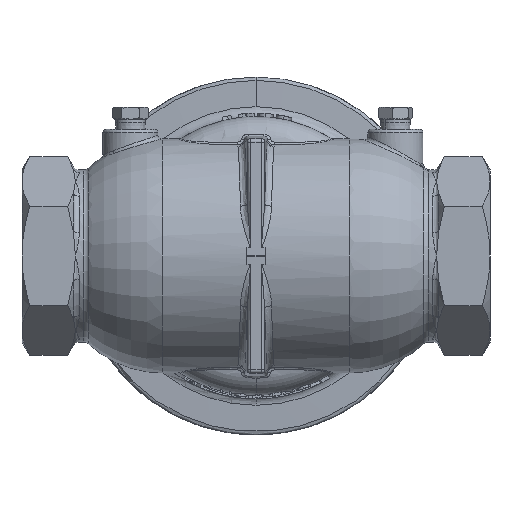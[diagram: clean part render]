
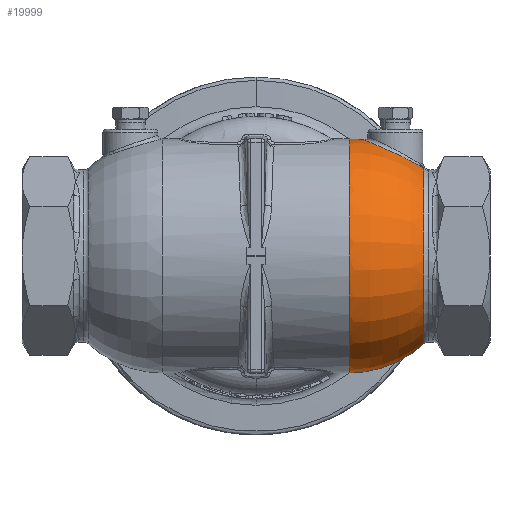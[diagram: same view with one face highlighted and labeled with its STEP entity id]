
A CAD part, front view. The second image highlights one B-rep face of the part: STEP entity #19999.
In plain terms, the highlighted toroidal (fillet/blend) face has major radius 3.175 mm and minor radius 50.8 mm.
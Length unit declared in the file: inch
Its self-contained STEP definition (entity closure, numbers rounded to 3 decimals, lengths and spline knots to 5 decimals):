
#652 = DIRECTION ( 'NONE',  ( 0., 0., 1. ) ) ;
#843 = CARTESIAN_POINT ( 'NONE',  ( 3.02457, -0.18155, 1.60589 ) ) ;
#1133 = EDGE_CURVE ( 'NONE', #37435, #43648, #37092, .T. ) ;
#1305 = CARTESIAN_POINT ( 'NONE',  ( 3.00147, -0.22822, 1.62044 ) ) ;
#2549 = CARTESIAN_POINT ( 'NONE',  ( 1.69167, 0., -2.125 ) ) ;
#3400 = CARTESIAN_POINT ( 'NONE',  ( 2.91715, -0.36032, 1.66741 ) ) ;
#3567 = CARTESIAN_POINT ( 'NONE',  ( 2.46272, -0.54561, 1.89365 ) ) ;
#3728 = CARTESIAN_POINT ( 'NONE',  ( 2.04441, -0.29188, 2.07327 ) ) ;
#3893 = ORIENTED_EDGE ( 'NONE', *, *, #11249, .T. ) ;
#4005 = B_SPLINE_CURVE_WITH_KNOTS ( 'NONE', 3,
 ( #8250, #34424, #38183, #15753, #41936, #19501, #45668, #23232, #843, #27006, #4631, #30814 ),
 .UNSPECIFIED., .F., .F.,
 ( 4, 2, 2, 2, 2, 4 ),
 ( 0., 0.00015, 0.0003, 0.00059, 0.00119, 0.00237 ),
 .UNSPECIFIED. ) ;
#4153 = AXIS2_PLACEMENT_3D ( 'NONE', #8605, #4619, #42957 ) ;
#4619 = DIRECTION ( 'NONE',  ( -1., 0., 0. ) ) ;
#4631 = CARTESIAN_POINT ( 'NONE',  ( 3.00774, -0.21453, 1.61688 ) ) ;
#4948 = CARTESIAN_POINT ( 'NONE',  ( 1.69167, 0., 2.125 ) ) ;
#5651 = FACE_OUTER_BOUND ( 'NONE', #40442, .T. ) ;
#7147 = CARTESIAN_POINT ( 'NONE',  ( 2.85146, -0.42395, 1.70272 ) ) ;
#7214 = EDGE_CURVE ( 'NONE', #25110, #39053, #31807, .T. ) ;
#7320 = CARTESIAN_POINT ( 'NONE',  ( 2.37378, -0.53108, 1.93377 ) ) ;
#7477 = DIRECTION ( 'NONE',  ( 0., 1., 0. ) ) ;
#7484 = CARTESIAN_POINT ( 'NONE',  ( 2.00629, -0.22189, 2.0886 ) ) ;
#8153 = CARTESIAN_POINT ( 'NONE',  ( 1.69167, 0., -0.125 ) ) ;
#8250 = CARTESIAN_POINT ( 'NONE',  ( 3.04716, -0.15756, 1.58779 ) ) ;
#8605 = CARTESIAN_POINT ( 'NONE',  ( 3.04716, 0., 0. ) ) ;
#9183 = CIRCLE ( 'NONE', #45602, 2. ) ;
#9432 = VERTEX_POINT ( 'NONE', #33243 ) ;
#10965 = CARTESIAN_POINT ( 'NONE',  ( 2.80229, -0.45906, 1.72844 ) ) ;
#11112 = CARTESIAN_POINT ( 'NONE',  ( 2.2887, -0.50222, 1.97111 ) ) ;
#11249 = EDGE_CURVE ( 'NONE', #9432, #39053, #29366, .T. ) ;
#11263 = CARTESIAN_POINT ( 'NONE',  ( 1.98418, -0.16056, 2.09742 ) ) ;
#14194 = CARTESIAN_POINT ( 'NONE',  ( 3.00147, -0.22822, 1.62044 ) ) ;
#14690 = CARTESIAN_POINT ( 'NONE',  ( 2.76349, -0.48199, 1.74841 ) ) ;
#14802 = DIRECTION ( 'NONE',  ( 0., 0., -1. ) ) ;
#14855 = CARTESIAN_POINT ( 'NONE',  ( 2.20762, -0.45862, 2.00581 ) ) ;
#15016 = CARTESIAN_POINT ( 'NONE',  ( 1.97197, -0.11333, 2.10227 ) ) ;
#15753 = CARTESIAN_POINT ( 'NONE',  ( 3.04153, -0.15936, 1.59281 ) ) ;
#17741 = DIRECTION ( 'NONE',  ( 0., -1., 0. ) ) ;
#18442 = CARTESIAN_POINT ( 'NONE',  ( 2.69618, -0.51306, 1.78237 ) ) ;
#18598 = CARTESIAN_POINT ( 'NONE',  ( 2.1347, -0.40167, 2.03634 ) ) ;
#18766 = CARTESIAN_POINT ( 'NONE',  ( 1.96035, -0.033, 2.10687 ) ) ;
#19501 = CARTESIAN_POINT ( 'NONE',  ( 3.03654, -0.16378, 1.59694 ) ) ;
#19999 = ADVANCED_FACE ( 'NONE', ( #5651 ), #36721, .T. ) ;
#20248 = DIRECTION ( 'NONE',  ( 0., 0., 1. ) ) ;
#20973 = CARTESIAN_POINT ( 'NONE',  ( 1.69167, 0., 0. ) ) ;
#22168 = CARTESIAN_POINT ( 'NONE',  ( 2.61037, -0.53723, 1.82435 ) ) ;
#22329 = CARTESIAN_POINT ( 'NONE',  ( 2.08151, -0.34375, 2.0582 ) ) ;
#22858 = AXIS2_PLACEMENT_3D ( 'NONE', #44416, #17741, #14802 ) ;
#23232 = CARTESIAN_POINT ( 'NONE',  ( 3.02822, -0.17514, 1.6033 ) ) ;
#23732 = AXIS2_PLACEMENT_3D ( 'NONE', #27607, #31401, #20248 ) ;
#24734 = DIRECTION ( 'NONE',  ( -1., 0., 0. ) ) ;
#25110 = VERTEX_POINT ( 'NONE', #2549 ) ;
#25460 = CARTESIAN_POINT ( 'NONE',  ( 2.98812, -0.25734, 1.62802 ) ) ;
#25781 = CARTESIAN_POINT ( 'NONE',  ( 2.93712, -0.33611, 1.65645 ) ) ;
#25940 = CARTESIAN_POINT ( 'NONE',  ( 2.5222, -0.54708, 1.86615 ) ) ;
#26106 = CARTESIAN_POINT ( 'NONE',  ( 2.05308, -0.30521, 2.06976 ) ) ;
#26192 = EDGE_CURVE ( 'NONE', #37435, #25110, #9183, .T. ) ;
#27006 = CARTESIAN_POINT ( 'NONE',  ( 3.01411, -0.20099, 1.61298 ) ) ;
#27607 = CARTESIAN_POINT ( 'NONE',  ( 1.69167, 0., 0. ) ) ;
#29366 = CIRCLE ( 'NONE', #22858, 2. ) ;
#29582 = CARTESIAN_POINT ( 'NONE',  ( 2.87436, -0.40415, 1.69052 ) ) ;
#29746 = CARTESIAN_POINT ( 'NONE',  ( 2.43261, -0.54239, 1.90736 ) ) ;
#29850 = DIRECTION ( 'NONE',  ( 0., 0., 1. ) ) ;
#29914 = CARTESIAN_POINT ( 'NONE',  ( 2.02015, -0.25078, 2.08306 ) ) ;
#30448 = B_SPLINE_CURVE_WITH_KNOTS ( 'NONE', 3,
 ( #14194, #25460, #48240, #25781, #3400, #29582, #7147, #33371, #10965, #37136, #14690, #40890, #18442, #44620, #22168, #48400, #25940, #3567, #29746, #7320, #33531, #11112, #37296, #14855, #41050, #18598, #44775, #22329, #48556, #26106, #3728, #29914, #7484, #33689, #11263, #37455, #15016, #41205, #18766, #44934 ),
 .UNSPECIFIED., .F., .F.,
 ( 4, 2, 2, 2, 2, 2, 2, 2, 2, 2, 2, 2, 2, 2, 2, 2, 2, 2, 2, 4 ),
 ( 0.07387, 0.07638, 0.07889, 0.0814, 0.08265, 0.08391, 0.08642, 0.08893, 0.09144, 0.09395, 0.09646, 0.09896, 0.10147, 0.10398, 0.10524, 0.10649, 0.109, 0.11026, 0.11151, 0.11402 ),
 .UNSPECIFIED. ) ;
#30814 = CARTESIAN_POINT ( 'NONE',  ( 3.00147, -0.22822, 1.62044 ) ) ;
#30922 = ORIENTED_EDGE ( 'NONE', *, *, #7214, .F. ) ;
#31401 = DIRECTION ( 'NONE',  ( -1., 0., 0. ) ) ;
#31807 = CIRCLE ( 'NONE', #47095, 2.125 ) ;
#32001 = CARTESIAN_POINT ( 'NONE',  ( 3.04716, -0.15756, 1.58779 ) ) ;
#33243 = CARTESIAN_POINT ( 'NONE',  ( 1.96035, 0., 2.10687 ) ) ;
#33371 = CARTESIAN_POINT ( 'NONE',  ( 2.81489, -0.45064, 1.72189 ) ) ;
#33531 = CARTESIAN_POINT ( 'NONE',  ( 2.34499, -0.52306, 1.94651 ) ) ;
#33689 = CARTESIAN_POINT ( 'NONE',  ( 1.98924, -0.17621, 2.09541 ) ) ;
#34165 = ORIENTED_EDGE ( 'NONE', *, *, #46277, .T. ) ;
#34424 = CARTESIAN_POINT ( 'NONE',  ( 3.04571, -0.15749, 1.58914 ) ) ;
#35086 = VERTEX_POINT ( 'NONE', #1305 ) ;
#36721 = TOROIDAL_SURFACE ( 'NONE', #23732, 0.125, 2. ) ;
#37092 = CIRCLE ( 'NONE', #4153, 1.59559 ) ;
#37136 = CARTESIAN_POINT ( 'NONE',  ( 2.77657, -0.47474, 1.74171 ) ) ;
#37296 = CARTESIAN_POINT ( 'NONE',  ( 2.2612, -0.48942, 1.98297 ) ) ;
#37350 = CARTESIAN_POINT ( 'NONE',  ( 3.04716, 0., -1.59559 ) ) ;
#37435 = VERTEX_POINT ( 'NONE', #37350 ) ;
#37455 = CARTESIAN_POINT ( 'NONE',  ( 1.97556, -0.12916, 2.10085 ) ) ;
#38183 = CARTESIAN_POINT ( 'NONE',  ( 3.04427, -0.15791, 1.59043 ) ) ;
#39053 = VERTEX_POINT ( 'NONE', #4948 ) ;
#39998 = ORIENTED_EDGE ( 'NONE', *, *, #26192, .F. ) ;
#40442 = EDGE_LOOP ( 'NONE', ( #39998, #41460, #34165, #44500, #3893, #30922 ) ) ;
#40890 = CARTESIAN_POINT ( 'NONE',  ( 2.72361, -0.502, 1.76866 ) ) ;
#41050 = CARTESIAN_POINT ( 'NONE',  ( 2.18228, -0.44104, 2.01649 ) ) ;
#41205 = CARTESIAN_POINT ( 'NONE',  ( 1.96331, -0.06545, 2.1057 ) ) ;
#41460 = ORIENTED_EDGE ( 'NONE', *, *, #1133, .T. ) ;
#41936 = CARTESIAN_POINT ( 'NONE',  ( 3.04024, -0.16036, 1.59389 ) ) ;
#42957 = DIRECTION ( 'NONE',  ( 0., 0., 1. ) ) ;
#43392 = EDGE_CURVE ( 'NONE', #35086, #9432, #30448, .T. ) ;
#43648 = VERTEX_POINT ( 'NONE', #32001 ) ;
#44416 = CARTESIAN_POINT ( 'NONE',  ( 1.69167, 0., 0.125 ) ) ;
#44500 = ORIENTED_EDGE ( 'NONE', *, *, #43392, .T. ) ;
#44620 = CARTESIAN_POINT ( 'NONE',  ( 2.63964, -0.53067, 1.81018 ) ) ;
#44775 = CARTESIAN_POINT ( 'NONE',  ( 2.11243, -0.37987, 2.04553 ) ) ;
#44934 = CARTESIAN_POINT ( 'NONE',  ( 1.96035, 0., 2.10687 ) ) ;
#45602 = AXIS2_PLACEMENT_3D ( 'NONE', #8153, #7477, #652 ) ;
#45668 = CARTESIAN_POINT ( 'NONE',  ( 3.03438, -0.16651, 1.59862 ) ) ;
#46277 = EDGE_CURVE ( 'NONE', #43648, #35086, #4005, .T. ) ;
#47095 = AXIS2_PLACEMENT_3D ( 'NONE', #20973, #24734, #29850 ) ;
#48240 = CARTESIAN_POINT ( 'NONE',  ( 2.97252, -0.28469, 1.6368 ) ) ;
#48400 = CARTESIAN_POINT ( 'NONE',  ( 2.55173, -0.54539, 1.8523 ) ) ;
#48556 = CARTESIAN_POINT ( 'NONE',  ( 2.0716, -0.33111, 2.06223 ) ) ;
